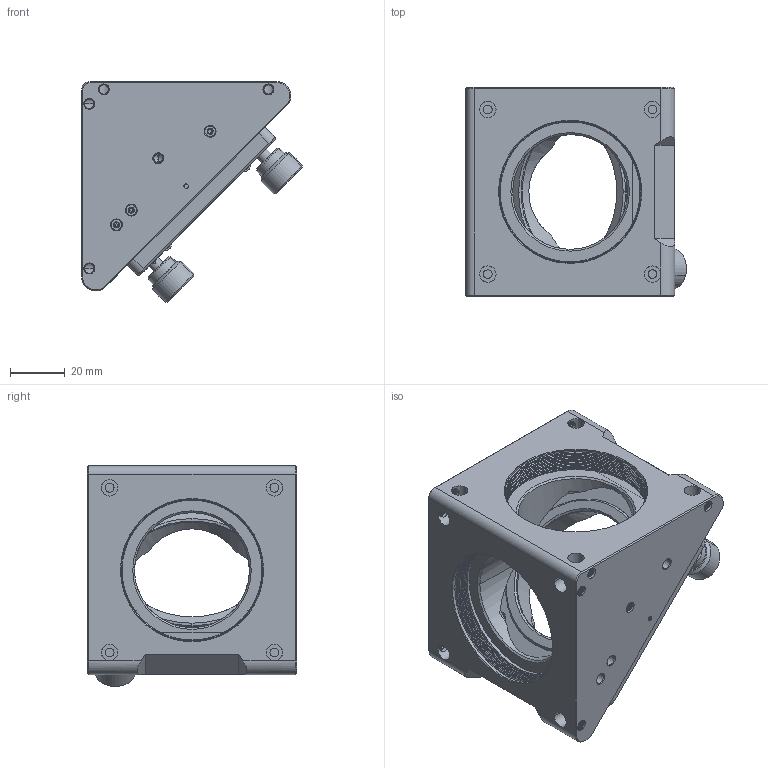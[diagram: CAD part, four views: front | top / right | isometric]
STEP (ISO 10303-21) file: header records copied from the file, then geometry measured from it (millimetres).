
FILE_DESCRIPTION((''),'2;1');
FILE_NAME('KCD2L-M1B_ASM','2020-10-13T',('Administrator'),(''),'CREO PARAMETRIC BY PTC INC, 2015290','CREO PARAMETRIC BY PTC INC, 2015290','');
FILE_SCHEMA(('CONFIG_CONTROL_DESIGN'));
Products named in the file (25): M5X15_HS_Q_0_25; SPRING_5X16; SPRING_5X16_2; AXLE_1_6X9; M3X9_HS; M5X18_HS_Q_0_25; SPRING_5X16_3; AXLE_1_6X9_2; KCD2L-M1B_A1; M5_CAP; M3X9_HS_2; M3X9_HS_3; M4X6_HSP; AXLE_1_6X9_3; AXLE_1_6X6; AXLE_1_6X9_4; BALL_4; BALL_3; M3X9_HS_4; AXLE_1_6X6_2; KCD2L-M1_A2; SPRING_5X16_4; SPACER_6X1; KCD2L-A3; KCD2L-M1B_ASM
Assembly tree (29 placements, depth 2):
  KCD2L-M1B_ASM
    M5X15_HS_Q_0_25
    SPRING_5X16
    SPRING_5X16_2
    AXLE_1_6X9
    M3X9_HS
    M5X18_HS_Q_0_25  x2
    SPRING_5X16_3
    AXLE_1_6X9_2
    KCD2L-M1B_A1
    M5_CAP  x2
    M3X9_HS_2
    M3X9_HS_3
    M4X6_HSP
    AXLE_1_6X9_3
    AXLE_1_6X6
    AXLE_1_6X9_4
    BALL_4
    BALL_3  x2
    M3X9_HS_4
    AXLE_1_6X6_2
    KCD2L-M1_A2
    SPRING_5X16_4
    SPACER_6X1
    KCD2L-A3  x3
Bounding box: 80.47 x 76.2 x 80.47 mm (x, y, z)
Volume: 154249.7 mm3; surface area: 52048 mm2
Topology: 29 solids, 29 shells, 1130 faces, 2712 edges, 1658 vertices
Faces by surface type: cylinder 429, plane 314, cone 231, bspline 126, torus 18, sphere 12
Entity records: 123571 total; most frequent: CARTESIAN_POINT 100078, ORIENTED_EDGE 4964, DIRECTION 4418, EDGE_CURVE 2482, AXIS2_PLACEMENT_3D 1650, VERTEX_POINT 1548, EDGE_LOOP 1146, VECTOR 1118
